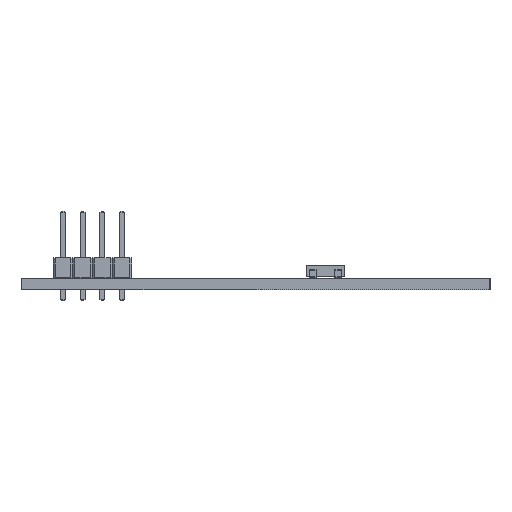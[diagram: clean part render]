
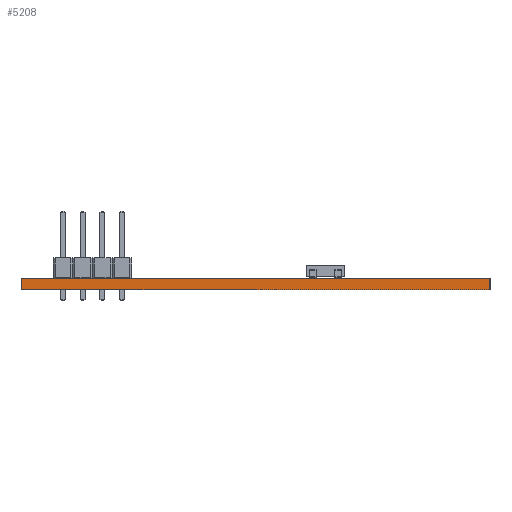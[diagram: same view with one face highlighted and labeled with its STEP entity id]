
A CAD part, left-side view. The second image highlights one B-rep face of the part: STEP entity #5208.
In plain terms, the highlighted planar face has unit normal (-1, 0, 0).
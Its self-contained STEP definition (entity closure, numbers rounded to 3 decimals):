
#5152 = VERTEX_POINT('',#5153);
#5153 = CARTESIAN_POINT('',(83.344,-90.25,1.51));
#5159 = EDGE_CURVE('',#5160,#5152,#5162,.T.);
#5160 = VERTEX_POINT('',#5161);
#5161 = CARTESIAN_POINT('',(83.344,-90.25,0.));
#5162 = LINE('',#5163,#5164);
#5163 = CARTESIAN_POINT('',(83.344,-90.25,0.));
#5164 = VECTOR('',#5165,1.);
#5165 = DIRECTION('',(0.,0.,1.));
#5208 = ADVANCED_FACE('',(#5209),#5234,.T.);
#5209 = FACE_BOUND('',#5210,.T.);
#5210 = EDGE_LOOP('',(#5211,#5212,#5220,#5228));
#5211 = ORIENTED_EDGE('',*,*,#5159,.T.);
#5212 = ORIENTED_EDGE('',*,*,#5213,.T.);
#5213 = EDGE_CURVE('',#5152,#5214,#5216,.T.);
#5214 = VERTEX_POINT('',#5215);
#5215 = CARTESIAN_POINT('',(83.344,-29.976,1.51));
#5216 = LINE('',#5217,#5218);
#5217 = CARTESIAN_POINT('',(83.344,-90.25,1.51));
#5218 = VECTOR('',#5219,1.);
#5219 = DIRECTION('',(0.,1.,0.));
#5220 = ORIENTED_EDGE('',*,*,#5221,.F.);
#5221 = EDGE_CURVE('',#5222,#5214,#5224,.T.);
#5222 = VERTEX_POINT('',#5223);
#5223 = CARTESIAN_POINT('',(83.344,-29.976,0.));
#5224 = LINE('',#5225,#5226);
#5225 = CARTESIAN_POINT('',(83.344,-29.976,0.));
#5226 = VECTOR('',#5227,1.);
#5227 = DIRECTION('',(0.,0.,1.));
#5228 = ORIENTED_EDGE('',*,*,#5229,.F.);
#5229 = EDGE_CURVE('',#5160,#5222,#5230,.T.);
#5230 = LINE('',#5231,#5232);
#5231 = CARTESIAN_POINT('',(83.344,-90.25,0.));
#5232 = VECTOR('',#5233,1.);
#5233 = DIRECTION('',(0.,1.,0.));
#5234 = PLANE('',#5235);
#5235 = AXIS2_PLACEMENT_3D('',#5236,#5237,#5238);
#5236 = CARTESIAN_POINT('',(83.344,-90.25,0.));
#5237 = DIRECTION('',(-1.,0.,0.));
#5238 = DIRECTION('',(0.,1.,0.));
